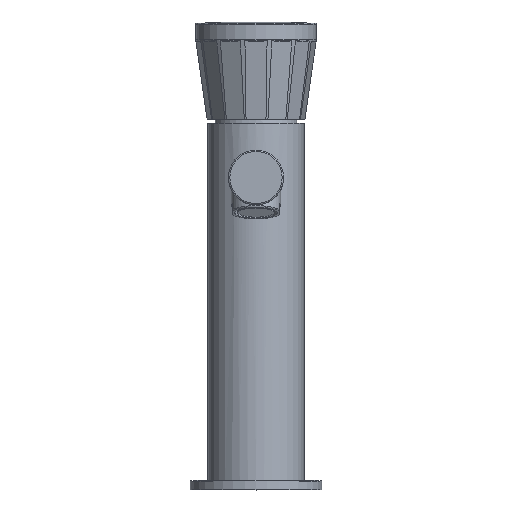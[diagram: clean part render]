
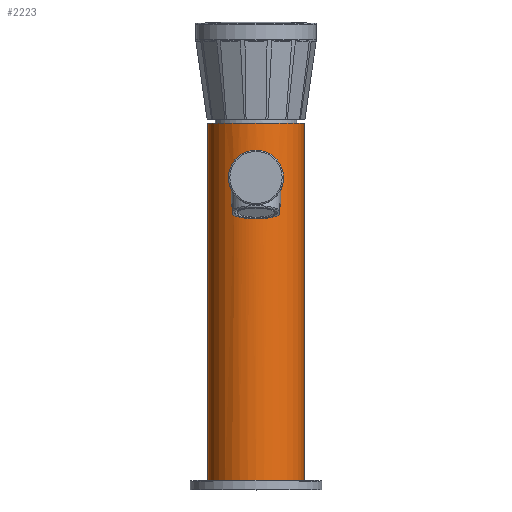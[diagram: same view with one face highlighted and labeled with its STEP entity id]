
A CAD part, top view. The second image highlights one B-rep face of the part: STEP entity #2223.
In plain terms, the highlighted cylindrical face has radius 17.5 mm (diameter 35 mm), a partial arc.
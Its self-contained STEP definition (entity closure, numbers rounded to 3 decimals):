
#755=CARTESIAN_POINT('',(0.,0.,0.));
#756=DIRECTION('',(0.,-1.,0.));
#757=DIRECTION('',(1.,0.,0.));
#758=AXIS2_PLACEMENT_3D('',#755,#756,#757);
#763=DIRECTION('',(0.,-1.,0.));
#764=VECTOR('',#763,7.068);
#765=CARTESIAN_POINT('',(7.73,113.534,15.7));
#766=LINE('',#765,#764);
#770=DIRECTION('',(0.,-1.,0.));
#771=VECTOR('',#770,7.068);
#772=CARTESIAN_POINT('',(-7.73,113.534,15.7));
#773=LINE('',#772,#771);
#777=DIRECTION('',(0.,1.,0.));
#778=VECTOR('',#777,130.);
#779=CARTESIAN_POINT('',(17.5,0.,0.));
#780=LINE('',#779,#778);
#784=DIRECTION('',(0.,1.,0.));
#785=VECTOR('',#784,130.);
#786=CARTESIAN_POINT('',(-17.5,0.,0.));
#787=LINE('',#786,#785);
#807=CARTESIAN_POINT('',(0.,130.,0.));
#808=DIRECTION('',(0.,-1.,0.));
#809=DIRECTION('',(1.,0.,0.));
#810=AXIS2_PLACEMENT_3D('',#807,#808,#809);
#1947=CARTESIAN_POINT('',(7.73,106.466,15.7));
#1948=CARTESIAN_POINT('',(7.484,105.926,15.822));
#1949=CARTESIAN_POINT('',(6.877,104.894,16.107));
#1950=CARTESIAN_POINT('',(5.615,103.53,16.597));
#1951=CARTESIAN_POINT('',(4.119,102.494,17.034));
#1952=CARTESIAN_POINT('',(2.504,101.817,17.347));
#1953=CARTESIAN_POINT('',(0.839,101.486,17.507));
#1954=CARTESIAN_POINT('',(-0.839,101.486,
17.507));
#1955=CARTESIAN_POINT('',(-2.504,101.817,17.347));
#1956=CARTESIAN_POINT('',(-4.119,102.494,17.034));
#1957=CARTESIAN_POINT('',(-5.615,103.53,16.597));
#1958=CARTESIAN_POINT('',(-6.877,104.894,16.107));
#1959=CARTESIAN_POINT('',(-7.484,105.926,15.822));
#1960=CARTESIAN_POINT('',(-7.73,106.466,15.7));
#1965=CARTESIAN_POINT('',(-7.73,113.534,15.7));
#1966=CARTESIAN_POINT('',(-7.484,114.074,15.822));
#1967=CARTESIAN_POINT('',(-6.877,115.106,16.107));
#1968=CARTESIAN_POINT('',(-5.615,116.47,16.597));
#1969=CARTESIAN_POINT('',(-4.119,117.506,17.034));
#1970=CARTESIAN_POINT('',(-2.504,118.183,17.347));
#1971=CARTESIAN_POINT('',(-0.839,118.514,
17.507));
#1972=CARTESIAN_POINT('',(0.839,118.514,17.507));
#1973=CARTESIAN_POINT('',(2.504,118.183,17.347));
#1974=CARTESIAN_POINT('',(4.119,117.506,17.034));
#1975=CARTESIAN_POINT('',(5.615,116.47,16.597));
#1976=CARTESIAN_POINT('',(6.877,115.106,16.107));
#1977=CARTESIAN_POINT('',(7.484,114.074,15.822));
#1978=CARTESIAN_POINT('',(7.73,113.534,15.7));
#2020=CARTESIAN_POINT('',(17.5,0.,0.));
#2021=CARTESIAN_POINT('',(17.5,130.,0.));
#2022=VERTEX_POINT('',#2020);
#2023=VERTEX_POINT('',#2021);
#2024=CARTESIAN_POINT('',(-17.5,0.,0.));
#2025=CARTESIAN_POINT('',(-17.5,130.,0.));
#2026=VERTEX_POINT('',#2024);
#2027=VERTEX_POINT('',#2025);
#2160=CARTESIAN_POINT('',(7.73,113.534,15.7));
#2161=CARTESIAN_POINT('',(7.73,106.466,15.7));
#2162=VERTEX_POINT('',#2160);
#2163=VERTEX_POINT('',#2161);
#2164=CARTESIAN_POINT('',(-7.73,113.534,15.7));
#2165=CARTESIAN_POINT('',(-7.73,106.466,15.7));
#2166=VERTEX_POINT('',#2164);
#2167=VERTEX_POINT('',#2165);
#2198=CARTESIAN_POINT('',(0.,136.5,0.));
#2199=DIRECTION('',(0.,-1.,0.));
#2200=DIRECTION('',(-1.,0.,0.));
#2201=AXIS2_PLACEMENT_3D('',#2198,#2199,#2200);
#2202=CYLINDRICAL_SURFACE('',#2201,17.5);
#2204=ORIENTED_EDGE('',*,*,#2203,.F.);
#2206=ORIENTED_EDGE('',*,*,#2205,.T.);
#2208=ORIENTED_EDGE('',*,*,#2207,.T.);
#2210=ORIENTED_EDGE('',*,*,#2209,.F.);
#2211=EDGE_LOOP('',(#2204,#2206,#2208,#2210));
#2212=FACE_OUTER_BOUND('',#2211,.F.);
#2214=ORIENTED_EDGE('',*,*,#2213,.F.);
#2216=ORIENTED_EDGE('',*,*,#2215,.F.);
#2218=ORIENTED_EDGE('',*,*,#2217,.T.);
#2220=ORIENTED_EDGE('',*,*,#2219,.F.);
#2221=EDGE_LOOP('',(#2214,#2216,#2218,#2220));
#2222=FACE_BOUND('',#2221,.F.);
#2223=ADVANCED_FACE('',(#2212,#2222),#2202,.T.);
#759=CIRCLE('',#758,17.5);
#811=CIRCLE('',#810,17.5);
#1961=B_SPLINE_CURVE_WITH_KNOTS('',3,(#1947,#1948,#1949,#1950,#1951,#1952,#1953,
#1954,#1955,#1956,#1957,#1958,#1959,#1960),.UNSPECIFIED.,.F.,.F.,(4,1,1,1,1,1,1,
1,1,1,1,4),(0.,0.091,0.182,0.273,
0.364,0.455,0.545,0.636,
0.727,0.818,0.909,1.),.UNSPECIFIED.);
#1979=B_SPLINE_CURVE_WITH_KNOTS('',3,(#1965,#1966,#1967,#1968,#1969,#1970,#1971,
#1972,#1973,#1974,#1975,#1976,#1977,#1978),.UNSPECIFIED.,.F.,.F.,(4,1,1,1,1,1,1,
1,1,1,1,4),(0.,0.091,0.182,0.273,
0.364,0.455,0.545,0.636,
0.727,0.818,0.909,1.),.UNSPECIFIED.);
#2203=EDGE_CURVE('',#2022,#2023,#780,.T.);
#2205=EDGE_CURVE('',#2022,#2026,#759,.T.);
#2207=EDGE_CURVE('',#2026,#2027,#787,.T.);
#2209=EDGE_CURVE('',#2023,#2027,#811,.T.);
#2213=EDGE_CURVE('',#2162,#2163,#766,.T.);
#2215=EDGE_CURVE('',#2166,#2162,#1979,.T.);
#2217=EDGE_CURVE('',#2166,#2167,#773,.T.);
#2219=EDGE_CURVE('',#2163,#2167,#1961,.T.);
